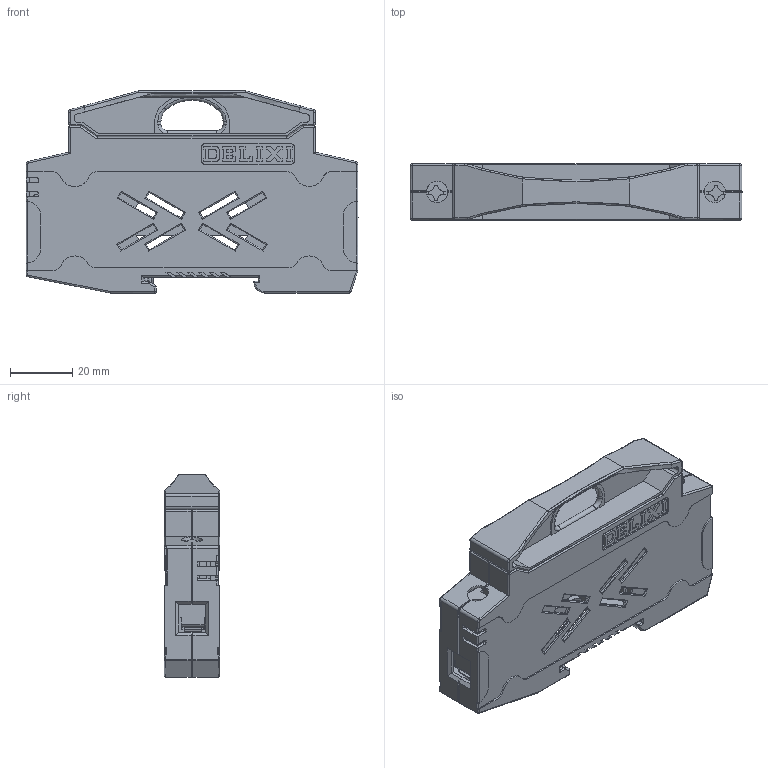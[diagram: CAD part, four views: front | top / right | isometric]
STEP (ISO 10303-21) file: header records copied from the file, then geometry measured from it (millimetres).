
FILE_DESCRIPTION(/* description */ (''),/* implementation_level */ '2;1');
FILE_NAME(/* name */ 'CDPV2-32 3D模型.stp',/* time_stamp */ '2024-09-04T09:30:23+08:00',/* author */ (''),/* organization */ (''),/* preprocessor_version */ 'ST-DEVELOPER v16',/* originating_system */ 'SIEMENS PLM Software NX 10.0',/* authorisation */ '');
FILE_SCHEMA (('CONFIG_CONTROL_DESIGN'));
Products named in the file (1): 1
Bounding box: 107 x 18 x 65.2 mm (x, y, z)
Volume: 32171.4 mm3; surface area: 54836.3 mm2
Topology: 18 solids, 18 shells, 2155 faces, 6168 edges, 4031 vertices
Faces by surface type: plane 1554, cylinder 473, bspline 61, torus 36, extrusion 21, sphere 8, cone 2
Full cylindrical faces by diameter (mm): 1.3 x10, 2.4 x2, 2.5 x2, 2.6 x2, 4.2 x4, 5 x2, 8 x2, 8.5 x2, 9.5 x2
Entity records: 74365 total; most frequent: CARTESIAN_POINT 18101, ORIENTED_EDGE 12222, DIRECTION 10927, EDGE_CURVE 6111, VECTOR 4929, LINE 4908, VERTEX_POINT 4029, AXIS2_PLACEMENT_3D 2999
